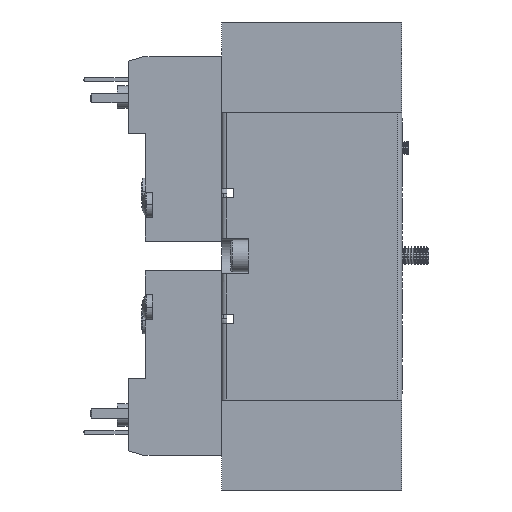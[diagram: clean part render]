
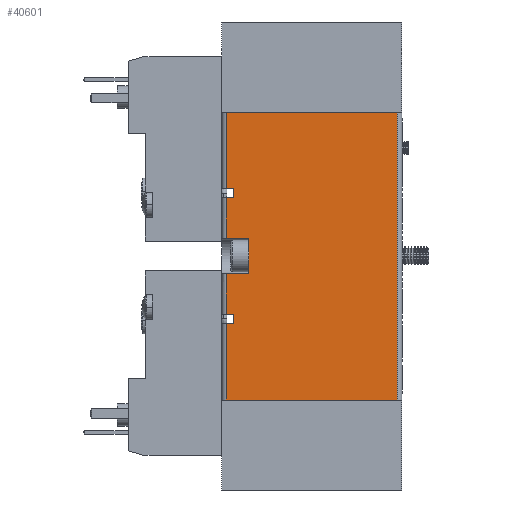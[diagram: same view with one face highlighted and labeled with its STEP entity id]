
A CAD part, left-side view. The second image highlights one B-rep face of the part: STEP entity #40601.
In plain terms, the highlighted planar face has unit normal (-1, 0, 0).
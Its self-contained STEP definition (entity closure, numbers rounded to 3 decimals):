
#211 = VECTOR ( 'NONE', #70312, 1000. ) ;
#242 = EDGE_CURVE ( 'NONE', #20294, #24455, #12389, .T. ) ;
#365 = EDGE_CURVE ( 'NONE', #20294, #18359, #4705, .T. ) ;
#2370 = CARTESIAN_POINT ( 'NONE',  ( 0., 37.4, 47. ) ) ;
#2751 = VERTEX_POINT ( 'NONE', #61699 ) ;
#3474 = ORIENTED_EDGE ( 'NONE', *, *, #66313, .T. ) ;
#3502 = VERTEX_POINT ( 'NONE', #52325 ) ;
#3861 = VERTEX_POINT ( 'NONE', #55982 ) ;
#4247 = DIRECTION ( 'NONE',  ( 0., 0., 1. ) ) ;
#4683 = VECTOR ( 'NONE', #57419, 1000. ) ;
#4705 = LINE ( 'NONE', #21906, #37237 ) ;
#4918 = VERTEX_POINT ( 'NONE', #75738 ) ;
#7686 = LINE ( 'NONE', #48251, #70867 ) ;
#7690 = ORIENTED_EDGE ( 'NONE', *, *, #12753, .T. ) ;
#8403 = CARTESIAN_POINT ( 'NONE',  ( 0., 34., 35.897 ) ) ;
#8707 = CARTESIAN_POINT ( 'NONE',  ( 0., 37.4, 17. ) ) ;
#8836 = VECTOR ( 'NONE', #18039, 1000. ) ;
#9533 = VECTOR ( 'NONE', #20019, 1000. ) ;
#9553 = EDGE_CURVE ( 'NONE', #40655, #2751, #78410, .T. ) ;
#9593 = DIRECTION ( 'NONE',  ( 0., 1., 0. ) ) ;
#10582 = CARTESIAN_POINT ( 'NONE',  ( 0., 39., 35.897 ) ) ;
#10604 = ORIENTED_EDGE ( 'NONE', *, *, #47821, .T. ) ;
#11787 = DIRECTION ( 'NONE',  ( 1., 0., 0. ) ) ;
#12389 = LINE ( 'NONE', #2370, #77465 ) ;
#12753 = EDGE_CURVE ( 'NONE', #3861, #65996, #12767, .T. ) ;
#12767 = LINE ( 'NONE', #25651, #75935 ) ;
#13437 = ORIENTED_EDGE ( 'NONE', *, *, #16831, .F. ) ;
#13738 = LINE ( 'NONE', #30849, #28169 ) ;
#13861 = CARTESIAN_POINT ( 'NONE',  ( 0., 0., 64. ) ) ;
#13902 = CARTESIAN_POINT ( 'NONE',  ( 0., 37.4, 19. ) ) ;
#13930 = DIRECTION ( 'NONE',  ( 0., 1., 0. ) ) ;
#14722 = EDGE_CURVE ( 'NONE', #3502, #4918, #47475, .T. ) ;
#16160 = LINE ( 'NONE', #46111, #79319 ) ;
#16831 = EDGE_CURVE ( 'NONE', #67797, #42856, #55793, .T. ) ;
#17186 = CARTESIAN_POINT ( 'NONE',  ( 0., 34., 28.103 ) ) ;
#18039 = DIRECTION ( 'NONE',  ( 0., 0., 1. ) ) ;
#18210 = DIRECTION ( 'NONE',  ( 0., 0., -1. ) ) ;
#18359 = VERTEX_POINT ( 'NONE', #42697 ) ;
#18613 = EDGE_CURVE ( 'NONE', #54888, #67015, #67838, .T. ) ;
#19002 = CARTESIAN_POINT ( 'NONE',  ( 0., 37.4, 19. ) ) ;
#19203 = EDGE_CURVE ( 'NONE', #23158, #2751, #22109, .T. ) ;
#20019 = DIRECTION ( 'NONE',  ( 0., -1., 0. ) ) ;
#20294 = VERTEX_POINT ( 'NONE', #34895 ) ;
#20837 = ORIENTED_EDGE ( 'NONE', *, *, #18613, .T. ) ;
#21284 = VERTEX_POINT ( 'NONE', #32890 ) ;
#21906 = CARTESIAN_POINT ( 'NONE',  ( 0., 37.4, 47. ) ) ;
#22109 = LINE ( 'NONE', #40902, #46980 ) ;
#23158 = VERTEX_POINT ( 'NONE', #43364 ) ;
#24455 = VERTEX_POINT ( 'NONE', #25879 ) ;
#24665 = CARTESIAN_POINT ( 'NONE',  ( 0., 39., 64. ) ) ;
#25222 = DIRECTION ( 'NONE',  ( 0., 1., 0. ) ) ;
#25651 = CARTESIAN_POINT ( 'NONE',  ( 0., 39., 64. ) ) ;
#25879 = CARTESIAN_POINT ( 'NONE',  ( 0., 37.4, 45. ) ) ;
#26757 = ORIENTED_EDGE ( 'NONE', *, *, #44608, .T. ) ;
#27528 = CARTESIAN_POINT ( 'NONE',  ( 0., 34., 28.103 ) ) ;
#27609 = AXIS2_PLACEMENT_3D ( 'NONE', #60770, #11787, #30302 ) ;
#28169 = VECTOR ( 'NONE', #18210, 1000. ) ;
#30302 = DIRECTION ( 'NONE',  ( 0., 0., -1. ) ) ;
#30402 = EDGE_LOOP ( 'NONE', ( #3474, #26757, #20837, #50687, #38154, #7690, #54472, #13437, #68666, #69845, #10604, #73360, #32103, #58775, #35266, #63819 ) ) ;
#30547 = VERTEX_POINT ( 'NONE', #17186 ) ;
#30849 = CARTESIAN_POINT ( 'NONE',  ( 0., 39., 64. ) ) ;
#32103 = ORIENTED_EDGE ( 'NONE', *, *, #9553, .F. ) ;
#32673 = CARTESIAN_POINT ( 'NONE',  ( 0., 0., 0. ) ) ;
#32890 = CARTESIAN_POINT ( 'NONE',  ( 0., 39., 45. ) ) ;
#33725 = CARTESIAN_POINT ( 'NONE',  ( 0., 39., 64. ) ) ;
#34081 = DIRECTION ( 'NONE',  ( 0., 0., -1. ) ) ;
#34895 = CARTESIAN_POINT ( 'NONE',  ( 0., 37.4, 47. ) ) ;
#35227 = FACE_OUTER_BOUND ( 'NONE', #30402, .T. ) ;
#35266 = ORIENTED_EDGE ( 'NONE', *, *, #365, .F. ) ;
#36510 = LINE ( 'NONE', #27528, #52894 ) ;
#37237 = VECTOR ( 'NONE', #9593, 1000. ) ;
#37893 = LINE ( 'NONE', #19002, #50398 ) ;
#38154 = ORIENTED_EDGE ( 'NONE', *, *, #46907, .T. ) ;
#40601 = ADVANCED_FACE ( 'NONE', ( #35227 ), #54673, .F. ) ;
#40655 = VERTEX_POINT ( 'NONE', #24665 ) ;
#40902 = CARTESIAN_POINT ( 'NONE',  ( 0., 1., 64. ) ) ;
#42697 = CARTESIAN_POINT ( 'NONE',  ( 0., 39., 47. ) ) ;
#42856 = VERTEX_POINT ( 'NONE', #13902 ) ;
#43364 = CARTESIAN_POINT ( 'NONE',  ( 0., 1., 0. ) ) ;
#43370 = CARTESIAN_POINT ( 'NONE',  ( 0., 34., 35.897 ) ) ;
#44608 = EDGE_CURVE ( 'NONE', #21284, #54888, #13738, .T. ) ;
#45238 = DIRECTION ( 'NONE',  ( 0., 0., -1. ) ) ;
#46111 = CARTESIAN_POINT ( 'NONE',  ( 0., 34., 64. ) ) ;
#46907 = EDGE_CURVE ( 'NONE', #30547, #3861, #36510, .T. ) ;
#46980 = VECTOR ( 'NONE', #4247, 1000. ) ;
#47191 = LINE ( 'NONE', #33725, #211 ) ;
#47475 = LINE ( 'NONE', #51947, #63716 ) ;
#47821 = EDGE_CURVE ( 'NONE', #4918, #23158, #73640, .T. ) ;
#48251 = CARTESIAN_POINT ( 'NONE',  ( 0., 37.4, 45. ) ) ;
#50398 = VECTOR ( 'NONE', #25222, 1000. ) ;
#50687 = ORIENTED_EDGE ( 'NONE', *, *, #72169, .T. ) ;
#51947 = CARTESIAN_POINT ( 'NONE',  ( 0., 39., 64. ) ) ;
#52325 = CARTESIAN_POINT ( 'NONE',  ( 0., 39., 17. ) ) ;
#52479 = LINE ( 'NONE', #74935, #73395 ) ;
#52894 = VECTOR ( 'NONE', #64119, 1000. ) ;
#54077 = EDGE_CURVE ( 'NONE', #42856, #65996, #37893, .T. ) ;
#54472 = ORIENTED_EDGE ( 'NONE', *, *, #54077, .F. ) ;
#54673 = PLANE ( 'NONE',  #27609 ) ;
#54704 = DIRECTION ( 'NONE',  ( 0., 1., 0. ) ) ;
#54888 = VERTEX_POINT ( 'NONE', #10582 ) ;
#55793 = LINE ( 'NONE', #73143, #8836 ) ;
#55982 = CARTESIAN_POINT ( 'NONE',  ( 0., 39., 28.103 ) ) ;
#57419 = DIRECTION ( 'NONE',  ( 0., -1., 0. ) ) ;
#58775 = ORIENTED_EDGE ( 'NONE', *, *, #72753, .T. ) ;
#60770 = CARTESIAN_POINT ( 'NONE',  ( 0., 0., 64. ) ) ;
#61699 = CARTESIAN_POINT ( 'NONE',  ( 0., 1., 64. ) ) ;
#62263 = DIRECTION ( 'NONE',  ( 0., 0., -1. ) ) ;
#63118 = DIRECTION ( 'NONE',  ( 0., -1., 0. ) ) ;
#63716 = VECTOR ( 'NONE', #70058, 1000. ) ;
#63819 = ORIENTED_EDGE ( 'NONE', *, *, #242, .T. ) ;
#64119 = DIRECTION ( 'NONE',  ( 0., 1., 0. ) ) ;
#65996 = VERTEX_POINT ( 'NONE', #74454 ) ;
#66313 = EDGE_CURVE ( 'NONE', #24455, #21284, #7686, .T. ) ;
#67015 = VERTEX_POINT ( 'NONE', #43370 ) ;
#67797 = VERTEX_POINT ( 'NONE', #8707 ) ;
#67838 = LINE ( 'NONE', #8403, #4683 ) ;
#68666 = ORIENTED_EDGE ( 'NONE', *, *, #76471, .T. ) ;
#69845 = ORIENTED_EDGE ( 'NONE', *, *, #14722, .T. ) ;
#70058 = DIRECTION ( 'NONE',  ( 0., 0., -1. ) ) ;
#70312 = DIRECTION ( 'NONE',  ( 0., 0., -1. ) ) ;
#70867 = VECTOR ( 'NONE', #54704, 1000. ) ;
#71748 = VECTOR ( 'NONE', #63118, 1000. ) ;
#72169 = EDGE_CURVE ( 'NONE', #67015, #30547, #16160, .T. ) ;
#72753 = EDGE_CURVE ( 'NONE', #40655, #18359, #47191, .T. ) ;
#73143 = CARTESIAN_POINT ( 'NONE',  ( 0., 37.4, 17. ) ) ;
#73360 = ORIENTED_EDGE ( 'NONE', *, *, #19203, .T. ) ;
#73395 = VECTOR ( 'NONE', #13930, 1000. ) ;
#73640 = LINE ( 'NONE', #32673, #71748 ) ;
#74454 = CARTESIAN_POINT ( 'NONE',  ( 0., 39., 19. ) ) ;
#74935 = CARTESIAN_POINT ( 'NONE',  ( 0., 37.4, 17. ) ) ;
#75738 = CARTESIAN_POINT ( 'NONE',  ( 0., 39., 0. ) ) ;
#75935 = VECTOR ( 'NONE', #62263, 1000. ) ;
#76471 = EDGE_CURVE ( 'NONE', #67797, #3502, #52479, .T. ) ;
#77465 = VECTOR ( 'NONE', #45238, 1000. ) ;
#78410 = LINE ( 'NONE', #13861, #9533 ) ;
#79319 = VECTOR ( 'NONE', #34081, 1000. ) ;
